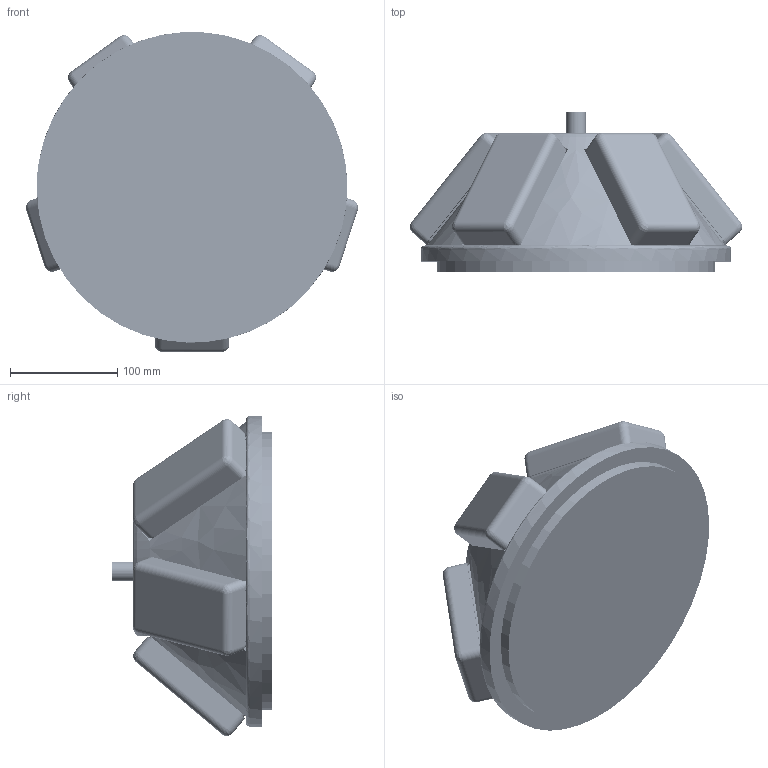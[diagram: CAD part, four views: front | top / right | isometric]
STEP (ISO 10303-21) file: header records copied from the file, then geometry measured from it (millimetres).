
FILE_DESCRIPTION(('FreeCAD Model'),'2;1');
FILE_NAME('Open CASCADE Shape Model','2025-05-04T14:33:26',('FreeCAD'),( 'FreeCAD'),'Open CASCADE STEP processor 7.6','FreeCAD','Unknown');
FILE_SCHEMA(('AUTOMOTIVE_DESIGN { 1 0 10303 214 1 1 1 1 }'));
Products named in the file (1): Open CASCADE STEP translator 7.6 1
Bounding box: 309.94 x 150 x 298.57 mm (x, y, z)
Volume: 5134457.2 mm3; surface area: 756757.5 mm2
Topology: 312 solids, 312 shells, 2753 faces, 6638 edges, 4526 vertices
Faces by surface type: bspline 2753
Entity records: 99299 total; most frequent: CARTESIAN_POINT 62522, ORIENTED_EDGE 12676, EDGE_CURVE 6338, VERTEX_POINT 4526, FACE_BOUND 3072, EDGE_LOOP 3072, ADVANCED_FACE 2753, B_SPLINE_CURVE_WITH_KNOTS 2675
